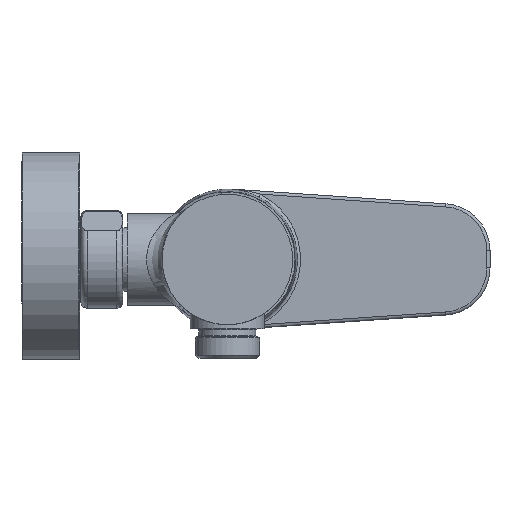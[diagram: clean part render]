
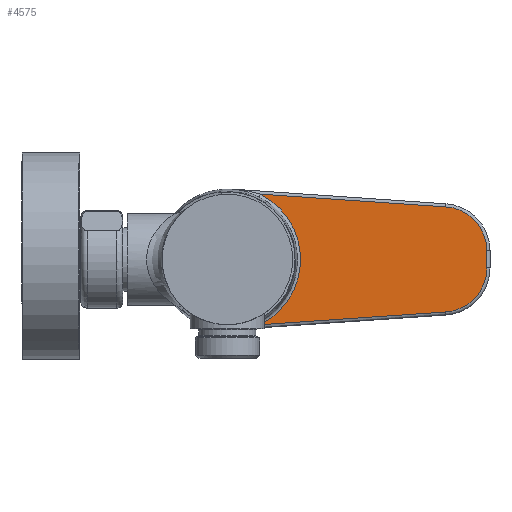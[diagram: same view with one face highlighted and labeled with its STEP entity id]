
A CAD part, left-side view. The second image highlights one B-rep face of the part: STEP entity #4575.
In plain terms, the highlighted planar face has unit normal (-1, 0, 0).
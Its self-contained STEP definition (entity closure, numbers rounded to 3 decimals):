
#357 = VECTOR ( 'NONE', #11370, 1000. ) ;
#418 = EDGE_CURVE ( 'NONE', #4933, #11249, #6361, .T. ) ;
#908 = VERTEX_POINT ( 'NONE', #10571 ) ;
#1081 = ORIENTED_EDGE ( 'NONE', *, *, #9211, .T. ) ;
#1553 = VECTOR ( 'NONE', #3027, 1000. ) ;
#1673 = AXIS2_PLACEMENT_3D ( 'NONE', #3047, #2026, #1943 ) ;
#1847 = ORIENTED_EDGE ( 'NONE', *, *, #5241, .T. ) ;
#1943 = DIRECTION ( 'NONE',  ( 0., 0., -1. ) ) ;
#2026 = DIRECTION ( 'NONE',  ( 1., 0., 0. ) ) ;
#2337 = EDGE_CURVE ( 'NONE', #8161, #2867, #12548, .T. ) ;
#2649 = ORIENTED_EDGE ( 'NONE', *, *, #7553, .T. ) ;
#2867 = VERTEX_POINT ( 'NONE', #11869 ) ;
#3027 = DIRECTION ( 'NONE',  ( 0., 0., 1. ) ) ;
#3047 = CARTESIAN_POINT ( 'NONE',  ( 147.75, 0., 0. ) ) ;
#3081 = DIRECTION ( 'NONE',  ( 0., 0., -1. ) ) ;
#3385 = DIRECTION ( 'NONE',  ( 0., -0.998, 0.068 ) ) ;
#3520 = CARTESIAN_POINT ( 'NONE',  ( 147.75, -70.209, -16.902 ) ) ;
#3847 = LINE ( 'NONE', #11887, #5026 ) ;
#4013 = AXIS2_PLACEMENT_3D ( 'NONE', #7236, #6234, #12684 ) ;
#4183 = DIRECTION ( 'NONE',  ( -1., 0., 0. ) ) ;
#4194 = AXIS2_PLACEMENT_3D ( 'NONE', #9023, #13281, #12175 ) ;
#4575 = ADVANCED_FACE ( 'NONE', ( #10781 ), #7374, .F. ) ;
#4933 = VERTEX_POINT ( 'NONE', #5709 ) ;
#5026 = VECTOR ( 'NONE', #3385, 1000. ) ;
#5241 = EDGE_CURVE ( 'NONE', #2867, #4933, #9619, .T. ) ;
#5709 = CARTESIAN_POINT ( 'NONE',  ( 147.75, -70.209, 16.902 ) ) ;
#6234 = DIRECTION ( 'NONE',  ( 1., 0., 0. ) ) ;
#6361 = LINE ( 'NONE', #10118, #357 ) ;
#6536 = CIRCLE ( 'NONE', #4013, 23.505 ) ;
#6874 = CIRCLE ( 'NONE', #4194, 14.2 ) ;
#7024 = AXIS2_PLACEMENT_3D ( 'NONE', #13821, #4183, #3081 ) ;
#7236 = CARTESIAN_POINT ( 'NONE',  ( 147.75, 0., 0. ) ) ;
#7374 = PLANE ( 'NONE',  #1673 ) ;
#7553 = EDGE_CURVE ( 'NONE', #11249, #908, #6536, .T. ) ;
#8161 = VERTEX_POINT ( 'NONE', #10817 ) ;
#8540 = CARTESIAN_POINT ( 'NONE',  ( 147.75, -83.439, 0. ) ) ;
#9023 = CARTESIAN_POINT ( 'NONE',  ( 147.75, -69.239, -2.736 ) ) ;
#9211 = EDGE_CURVE ( 'NONE', #10740, #8161, #6874, .T. ) ;
#9619 = CIRCLE ( 'NONE', #7024, 14.2 ) ;
#10118 = CARTESIAN_POINT ( 'NONE',  ( 147.75, -1.48, 21.611 ) ) ;
#10511 = EDGE_CURVE ( 'NONE', #908, #10740, #3847, .T. ) ;
#10571 = CARTESIAN_POINT ( 'NONE',  ( 147.75, -10.584, -20.987 ) ) ;
#10740 = VERTEX_POINT ( 'NONE', #3520 ) ;
#10781 = FACE_OUTER_BOUND ( 'NONE', #12927, .T. ) ;
#10817 = CARTESIAN_POINT ( 'NONE',  ( 147.75, -83.439, -2.736 ) ) ;
#11249 = VERTEX_POINT ( 'NONE', #13185 ) ;
#11265 = ORIENTED_EDGE ( 'NONE', *, *, #2337, .T. ) ;
#11370 = DIRECTION ( 'NONE',  ( 0., 0.998, 0.068 ) ) ;
#11869 = CARTESIAN_POINT ( 'NONE',  ( 147.75, -83.439, 2.736 ) ) ;
#11887 = CARTESIAN_POINT ( 'NONE',  ( 147.75, -1.48, -21.611 ) ) ;
#12175 = DIRECTION ( 'NONE',  ( 0., 0., -1. ) ) ;
#12405 = ORIENTED_EDGE ( 'NONE', *, *, #10511, .T. ) ;
#12548 = LINE ( 'NONE', #8540, #1553 ) ;
#12684 = DIRECTION ( 'NONE',  ( 0., 0., -1. ) ) ;
#12927 = EDGE_LOOP ( 'NONE', ( #13315, #2649, #12405, #1081, #11265, #1847 ) ) ;
#13185 = CARTESIAN_POINT ( 'NONE',  ( 147.75, -10.584, 20.987 ) ) ;
#13281 = DIRECTION ( 'NONE',  ( -1., 0., 0. ) ) ;
#13315 = ORIENTED_EDGE ( 'NONE', *, *, #418, .T. ) ;
#13821 = CARTESIAN_POINT ( 'NONE',  ( 147.75, -69.239, 2.736 ) ) ;
